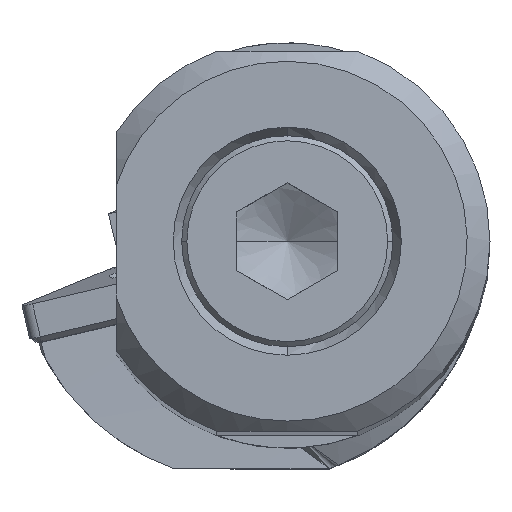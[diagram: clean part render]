
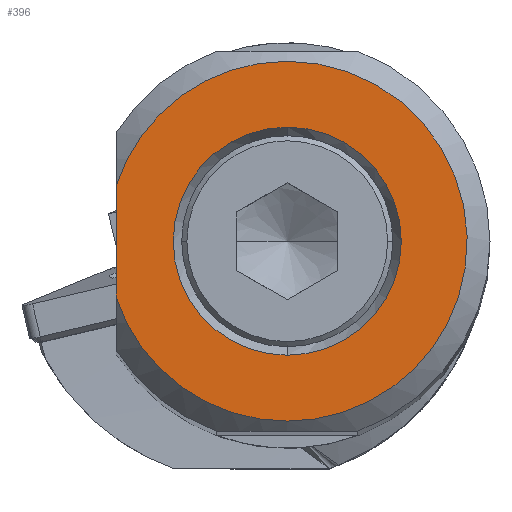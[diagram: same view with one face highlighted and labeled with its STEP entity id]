
A CAD part, top view. The second image highlights one B-rep face of the part: STEP entity #396.
In plain terms, the highlighted planar face has unit normal (0, 0, 1).
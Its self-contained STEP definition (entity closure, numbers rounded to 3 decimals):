
#136=FACE_BOUND('',#837,.T.);
#137=FACE_BOUND('',#838,.T.);
#396=ADVANCED_FACE('',(#136,#137),#556,.T.);
#556=PLANE('',#3772);
#837=EDGE_LOOP('',(#1504,#1505,#1506,#1507,#1508));
#838=EDGE_LOOP('',(#1509,#1510));
#1025=CIRCLE('',#3763,14.2);
#1026=CIRCLE('',#3764,14.2);
#1027=CIRCLE('',#3765,14.2);
#1028=CIRCLE('',#3766,14.2);
#1029=CIRCLE('',#3770,9.);
#1030=CIRCLE('',#3771,9.);
#1504=ORIENTED_EDGE('',*,*,#2754,.F.);
#1505=ORIENTED_EDGE('',*,*,#2753,.F.);
#1506=ORIENTED_EDGE('',*,*,#2752,.F.);
#1507=ORIENTED_EDGE('',*,*,#2751,.F.);
#1508=ORIENTED_EDGE('',*,*,#2733,.T.);
#1509=ORIENTED_EDGE('',*,*,#2758,.F.);
#1510=ORIENTED_EDGE('',*,*,#2759,.F.);
#2332=VERTEX_POINT('',#6103);
#2333=VERTEX_POINT('',#6105);
#2347=VERTEX_POINT('',#6152);
#2348=VERTEX_POINT('',#6154);
#2349=VERTEX_POINT('',#6156);
#2351=VERTEX_POINT('',#6172);
#2352=VERTEX_POINT('',#6173);
#2733=EDGE_CURVE('',#2333,#2332,#3152,.T.);
#2751=EDGE_CURVE('',#2333,#2347,#1025,.T.);
#2752=EDGE_CURVE('',#2347,#2348,#1026,.T.);
#2753=EDGE_CURVE('',#2348,#2349,#1027,.T.);
#2754=EDGE_CURVE('',#2349,#2332,#1028,.T.);
#2758=EDGE_CURVE('',#2351,#2352,#1029,.T.);
#2759=EDGE_CURVE('',#2352,#2351,#1030,.T.);
#3152=LINE('',#6104,#3368);
#3368=VECTOR('',#4329,1.);
#3763=AXIS2_PLACEMENT_3D('',#6151,#4357,#4358);
#3764=AXIS2_PLACEMENT_3D('',#6153,#4359,#4360);
#3765=AXIS2_PLACEMENT_3D('',#6155,#4361,#4362);
#3766=AXIS2_PLACEMENT_3D('',#6157,#4363,#4364);
#3770=AXIS2_PLACEMENT_3D('',#6171,#4372,#4373);
#3771=AXIS2_PLACEMENT_3D('',#6174,#4374,#4375);
#3772=AXIS2_PLACEMENT_3D('',#6175,#4376,#4377);
#4329=DIRECTION('',(0.,-1.,0.));
#4357=DIRECTION('',(0.,0.,-1.));
#4358=DIRECTION('',(-0.951,0.31,0.));
#4359=DIRECTION('',(0.,0.,-1.));
#4360=DIRECTION('',(0.,1.,0.));
#4361=DIRECTION('',(0.,0.,-1.));
#4362=DIRECTION('',(0.951,-0.31,0.));
#4363=DIRECTION('',(0.,0.,-1.));
#4364=DIRECTION('',(0.,-1.,0.));
#4372=DIRECTION('',(0.,0.,1.));
#4373=DIRECTION('',(0.,-1.,0.));
#4374=DIRECTION('',(0.,0.,1.));
#4375=DIRECTION('',(0.,1.,0.));
#4376=DIRECTION('',(0.,0.,1.));
#4377=DIRECTION('',(1.,0.,0.));
#6103=CARTESIAN_POINT('',(-13.5,-4.403,0.));
#6104=CARTESIAN_POINT('',(-13.5,4.403,0.));
#6105=CARTESIAN_POINT('',(-13.5,4.403,0.));
#6151=CARTESIAN_POINT('',(0.,0.,0.));
#6152=CARTESIAN_POINT('',(0.,14.2,0.));
#6153=CARTESIAN_POINT('',(0.,0.,0.));
#6154=CARTESIAN_POINT('',(13.5,-4.403,0.));
#6155=CARTESIAN_POINT('',(0.,0.,0.));
#6156=CARTESIAN_POINT('',(0.,-14.2,0.));
#6157=CARTESIAN_POINT('',(0.,0.,0.));
#6171=CARTESIAN_POINT('',(0.,0.,0.));
#6172=CARTESIAN_POINT('',(0.,-9.,0.));
#6173=CARTESIAN_POINT('',(0.,9.,0.));
#6174=CARTESIAN_POINT('',(0.,0.,0.));
#6175=CARTESIAN_POINT('',(0.35,0.,0.));
